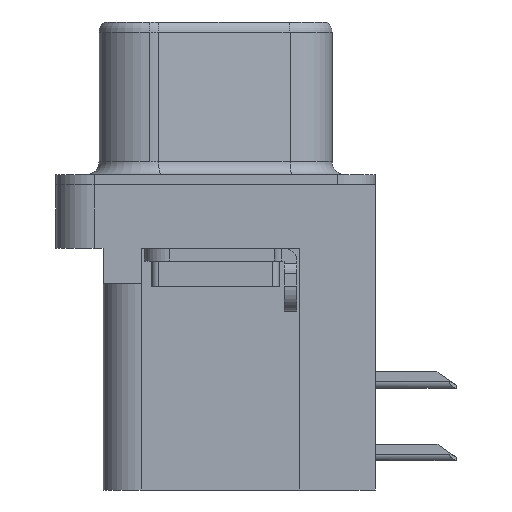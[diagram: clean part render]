
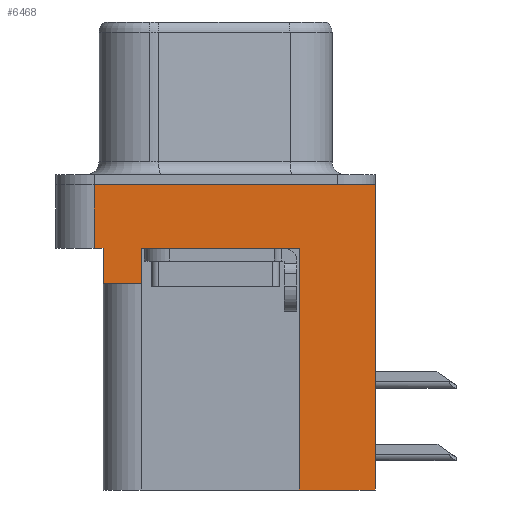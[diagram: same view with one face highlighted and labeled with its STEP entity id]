
A CAD part, left-side view. The second image highlights one B-rep face of the part: STEP entity #6468.
In plain terms, the highlighted planar face has unit normal (-1, 0, 0).
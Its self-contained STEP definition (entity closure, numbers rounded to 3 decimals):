
#36 = ORIENTED_EDGE ( 'NONE', *, *, #12239, .F. ) ;
#45 = DIRECTION ( 'NONE',  ( 0., 0., 1. ) ) ;
#206 = CARTESIAN_POINT ( 'NONE',  ( -2.91, -6.275, -2.5 ) ) ;
#345 = LINE ( 'NONE', #6553, #8713 ) ;
#573 = VERTEX_POINT ( 'NONE', #975 ) ;
#684 = VECTOR ( 'NONE', #45, 1000. ) ;
#910 = LINE ( 'NONE', #1264, #8942 ) ;
#975 = CARTESIAN_POINT ( 'NONE',  ( -2.91, 2.895, -3.9 ) ) ;
#1264 = CARTESIAN_POINT ( 'NONE',  ( -2.91, 4.425, -3.9 ) ) ;
#1309 = ORIENTED_EDGE ( 'NONE', *, *, #8766, .F. ) ;
#1460 = VERTEX_POINT ( 'NONE', #2352 ) ;
#1671 = DIRECTION ( 'NONE',  ( 0., -1., 0. ) ) ;
#1849 = ORIENTED_EDGE ( 'NONE', *, *, #12335, .F. ) ;
#2352 = CARTESIAN_POINT ( 'NONE',  ( -2.91, 4.425, -2.5 ) ) ;
#2493 = VECTOR ( 'NONE', #1671, 1000. ) ;
#2750 = VERTEX_POINT ( 'NONE', #4955 ) ;
#2754 = DIRECTION ( 'NONE',  ( 0., 0., 1. ) ) ;
#2960 = AXIS2_PLACEMENT_3D ( 'NONE', #13633, #13594, #13552 ) ;
#3060 = VECTOR ( 'NONE', #13048, 1000. ) ;
#3228 = VECTOR ( 'NONE', #2754, 1000. ) ;
#3322 = VECTOR ( 'NONE', #7778, 1000. ) ;
#3768 = LINE ( 'NONE', #7676, #12110 ) ;
#3863 = DIRECTION ( 'NONE',  ( 0., 0., 1. ) ) ;
#3950 = CARTESIAN_POINT ( 'NONE',  ( -2.91, -3.295, -2.5 ) ) ;
#4075 = LINE ( 'NONE', #4137, #7117 ) ;
#4137 = CARTESIAN_POINT ( 'NONE',  ( -2.91, -3.295, -12. ) ) ;
#4170 = VECTOR ( 'NONE', #3863, 1000. ) ;
#4326 = PLANE ( 'NONE',  #2960 ) ;
#4351 = CARTESIAN_POINT ( 'NONE',  ( -2.91, 4.775, 0. ) ) ;
#4749 = CARTESIAN_POINT ( 'NONE',  ( -2.91, 2.895, -2.5 ) ) ;
#4955 = CARTESIAN_POINT ( 'NONE',  ( -2.91, -3.295, -12. ) ) ;
#5401 = DIRECTION ( 'NONE',  ( 0., -1., 0. ) ) ;
#5814 = VERTEX_POINT ( 'NONE', #9315 ) ;
#5914 = LINE ( 'NONE', #206, #3322 ) ;
#6179 = LINE ( 'NONE', #7182, #3228 ) ;
#6468 = ADVANCED_FACE ( 'NONE', ( #9980 ), #4326, .T. ) ;
#6494 = CARTESIAN_POINT ( 'NONE',  ( -2.91, 4.775, -2.5 ) ) ;
#6553 = CARTESIAN_POINT ( 'NONE',  ( -2.91, 4.425, -3.9 ) ) ;
#6609 = DIRECTION ( 'NONE',  ( 0., 1., 0. ) ) ;
#6903 = ORIENTED_EDGE ( 'NONE', *, *, #12339, .F. ) ;
#6931 = EDGE_CURVE ( 'NONE', #573, #12658, #10142, .T. ) ;
#7091 = CARTESIAN_POINT ( 'NONE',  ( -2.91, -6.275, 0. ) ) ;
#7116 = EDGE_CURVE ( 'NONE', #12658, #7396, #5914, .T. ) ;
#7117 = VECTOR ( 'NONE', #10833, 1000. ) ;
#7182 = CARTESIAN_POINT ( 'NONE',  ( -2.91, -6.275, -2.5 ) ) ;
#7396 = VERTEX_POINT ( 'NONE', #3950 ) ;
#7566 = ORIENTED_EDGE ( 'NONE', *, *, #10167, .T. ) ;
#7676 = CARTESIAN_POINT ( 'NONE',  ( -2.91, -6.275, -2.5 ) ) ;
#7716 = DIRECTION ( 'NONE',  ( 0., 0., 1. ) ) ;
#7778 = DIRECTION ( 'NONE',  ( 0., -1., 0. ) ) ;
#7955 = ORIENTED_EDGE ( 'NONE', *, *, #8558, .F. ) ;
#8516 = EDGE_CURVE ( 'NONE', #5814, #1460, #3768, .T. ) ;
#8558 = EDGE_CURVE ( 'NONE', #573, #12989, #910, .T. ) ;
#8667 = CARTESIAN_POINT ( 'NONE',  ( -2.91, 4.425, -3.9 ) ) ;
#8713 = VECTOR ( 'NONE', #7716, 1000. ) ;
#8766 = EDGE_CURVE ( 'NONE', #10438, #10354, #11275, .T. ) ;
#8942 = VECTOR ( 'NONE', #6609, 1000. ) ;
#9045 = LINE ( 'NONE', #9874, #3060 ) ;
#9315 = CARTESIAN_POINT ( 'NONE',  ( -2.91, 4.775, -2.5 ) ) ;
#9799 = ORIENTED_EDGE ( 'NONE', *, *, #6931, .T. ) ;
#9874 = CARTESIAN_POINT ( 'NONE',  ( -2.91, -3.295, -12. ) ) ;
#9980 = FACE_OUTER_BOUND ( 'NONE', #12882, .T. ) ;
#10121 = ORIENTED_EDGE ( 'NONE', *, *, #8516, .T. ) ;
#10142 = LINE ( 'NONE', #10575, #4170 ) ;
#10167 = EDGE_CURVE ( 'NONE', #12978, #10354, #6179, .T. ) ;
#10354 = VERTEX_POINT ( 'NONE', #10822 ) ;
#10438 = VERTEX_POINT ( 'NONE', #4351 ) ;
#10575 = CARTESIAN_POINT ( 'NONE',  ( -2.91, 2.895, -3.9 ) ) ;
#10584 = ORIENTED_EDGE ( 'NONE', *, *, #7116, .T. ) ;
#10822 = CARTESIAN_POINT ( 'NONE',  ( -2.91, -6.275, 0. ) ) ;
#10833 = DIRECTION ( 'NONE',  ( 0., 1., 0. ) ) ;
#11275 = LINE ( 'NONE', #7091, #2493 ) ;
#11891 = LINE ( 'NONE', #6494, #684 ) ;
#12110 = VECTOR ( 'NONE', #5401, 1000. ) ;
#12239 = EDGE_CURVE ( 'NONE', #12978, #2750, #4075, .T. ) ;
#12317 = EDGE_CURVE ( 'NONE', #5814, #10438, #11891, .T. ) ;
#12335 = EDGE_CURVE ( 'NONE', #2750, #7396, #9045, .T. ) ;
#12339 = EDGE_CURVE ( 'NONE', #12989, #1460, #345, .T. ) ;
#12658 = VERTEX_POINT ( 'NONE', #4749 ) ;
#12879 = ORIENTED_EDGE ( 'NONE', *, *, #12317, .F. ) ;
#12882 = EDGE_LOOP ( 'NONE', ( #1309, #12879, #10121, #6903, #7955, #9799, #10584, #1849, #36, #7566 ) ) ;
#12978 = VERTEX_POINT ( 'NONE', #13866 ) ;
#12989 = VERTEX_POINT ( 'NONE', #8667 ) ;
#13048 = DIRECTION ( 'NONE',  ( 0., 0., 1. ) ) ;
#13552 = DIRECTION ( 'NONE',  ( 0., 0., 1. ) ) ;
#13594 = DIRECTION ( 'NONE',  ( -1., 0., 0. ) ) ;
#13633 = CARTESIAN_POINT ( 'NONE',  ( -2.91, -6.275, -2.5 ) ) ;
#13866 = CARTESIAN_POINT ( 'NONE',  ( -2.91, -6.275, -12. ) ) ;
